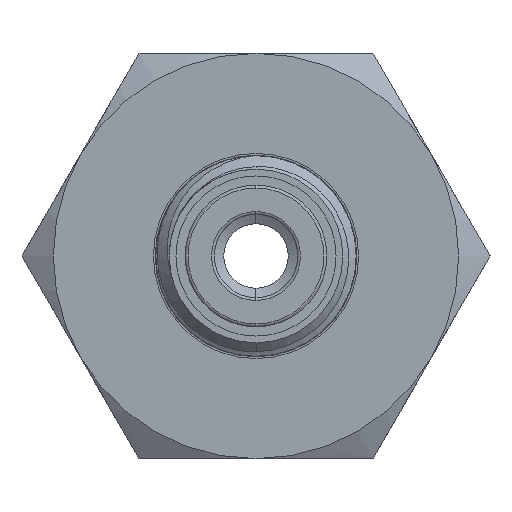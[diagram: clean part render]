
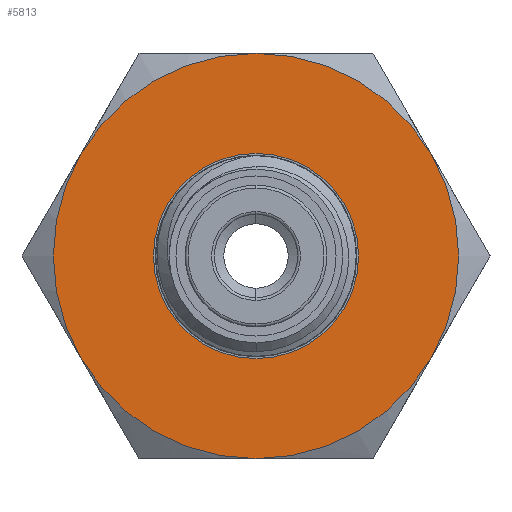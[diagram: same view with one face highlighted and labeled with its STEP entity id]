
A CAD part, left-side view. The second image highlights one B-rep face of the part: STEP entity #5813.
In plain terms, the highlighted planar face has unit normal (-1, 0, 0).
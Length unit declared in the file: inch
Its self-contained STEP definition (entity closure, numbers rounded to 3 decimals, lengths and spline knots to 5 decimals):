
#334 = PLANE ( 'NONE',  #9230 ) ;
#607 = FACE_OUTER_BOUND ( 'NONE', #11210, .T. ) ;
#687 = DIRECTION ( 'NONE',  ( -1., 0., 0. ) ) ;
#804 = EDGE_CURVE ( 'NONE', #11556, #8873, #5151, .T. ) ;
#1191 = CARTESIAN_POINT ( 'NONE',  ( -0.9445, 0., 0.5625 ) ) ;
#1620 = EDGE_CURVE ( 'NONE', #8873, #5415, #11281, .T. ) ;
#1681 = EDGE_CURVE ( 'NONE', #3512, #4859, #9977, .T. ) ;
#1698 = DIRECTION ( 'NONE',  ( 0., 0., 1. ) ) ;
#1750 = CARTESIAN_POINT ( 'NONE',  ( -0.9445, 0., 0. ) ) ;
#2089 = CARTESIAN_POINT ( 'NONE',  ( -0.9445, 0., 0. ) ) ;
#2319 = ORIENTED_EDGE ( 'NONE', *, *, #7563, .F. ) ;
#2376 = EDGE_CURVE ( 'NONE', #9297, #5075, #3259, .T. ) ;
#2549 = CARTESIAN_POINT ( 'NONE',  ( -0.9445, 0., 0. ) ) ;
#2641 = DIRECTION ( 'NONE',  ( 0., 0., -1. ) ) ;
#2836 = CARTESIAN_POINT ( 'NONE',  ( -0.9445, 0.48714, 0.28125 ) ) ;
#3259 = CIRCLE ( 'NONE', #11319, 0.5625 ) ;
#3392 = DIRECTION ( 'NONE',  ( -1., 0., 0. ) ) ;
#3436 = AXIS2_PLACEMENT_3D ( 'NONE', #8197, #10430, #6893 ) ;
#3496 = ORIENTED_EDGE ( 'NONE', *, *, #10765, .T. ) ;
#3512 = VERTEX_POINT ( 'NONE', #6810 ) ;
#3687 = ORIENTED_EDGE ( 'NONE', *, *, #3973, .T. ) ;
#3709 = CARTESIAN_POINT ( 'NONE',  ( -0.9445, 0., -0.28475 ) ) ;
#3973 = EDGE_CURVE ( 'NONE', #5075, #11556, #12588, .T. ) ;
#4386 = CARTESIAN_POINT ( 'NONE',  ( -0.9445, 0., 0. ) ) ;
#4859 = VERTEX_POINT ( 'NONE', #3709 ) ;
#5075 = VERTEX_POINT ( 'NONE', #12378 ) ;
#5085 = EDGE_CURVE ( 'NONE', #5415, #11613, #11612, .T. ) ;
#5151 = CIRCLE ( 'NONE', #8112, 0.5625 ) ;
#5241 = DIRECTION ( 'NONE',  ( -1., 0., 0. ) ) ;
#5291 = DIRECTION ( 'NONE',  ( 0., 0., 1. ) ) ;
#5415 = VERTEX_POINT ( 'NONE', #1191 ) ;
#5474 = ORIENTED_EDGE ( 'NONE', *, *, #1681, .F. ) ;
#5813 = ADVANCED_FACE ( 'NONE', ( #10700, #607 ), #334, .F. ) ;
#5991 = DIRECTION ( 'NONE',  ( 0., 0., 1. ) ) ;
#6224 = AXIS2_PLACEMENT_3D ( 'NONE', #1750, #687, #5291 ) ;
#6394 = CARTESIAN_POINT ( 'NONE',  ( -0.9445, 0.28475, 0. ) ) ;
#6810 = CARTESIAN_POINT ( 'NONE',  ( -0.9445, 0., 0.28475 ) ) ;
#6892 = DIRECTION ( 'NONE',  ( -1., 0., 0. ) ) ;
#6893 = DIRECTION ( 'NONE',  ( 0., 0., 1. ) ) ;
#7281 = DIRECTION ( 'NONE',  ( -1., 0., 0. ) ) ;
#7521 = AXIS2_PLACEMENT_3D ( 'NONE', #14157, #3392, #12865 ) ;
#7563 = EDGE_CURVE ( 'NONE', #4859, #3512, #11801, .T. ) ;
#7583 = ORIENTED_EDGE ( 'NONE', *, *, #804, .T. ) ;
#7743 = AXIS2_PLACEMENT_3D ( 'NONE', #2549, #7281, #5991 ) ;
#8112 = AXIS2_PLACEMENT_3D ( 'NONE', #2089, #10363, #15189 ) ;
#8197 = CARTESIAN_POINT ( 'NONE',  ( -0.9445, 0., 0. ) ) ;
#8685 = DIRECTION ( 'NONE',  ( 1., 0., 0. ) ) ;
#8760 = CARTESIAN_POINT ( 'NONE',  ( -0.9445, 0., 0. ) ) ;
#8873 = VERTEX_POINT ( 'NONE', #12098 ) ;
#9078 = CIRCLE ( 'NONE', #7743, 0.5625 ) ;
#9230 = AXIS2_PLACEMENT_3D ( 'NONE', #6394, #8685, #2641 ) ;
#9297 = VERTEX_POINT ( 'NONE', #10443 ) ;
#9977 = CIRCLE ( 'NONE', #14025, 0.28475 ) ;
#10021 = CARTESIAN_POINT ( 'NONE',  ( -0.9445, 0., 0. ) ) ;
#10053 = DIRECTION ( 'NONE',  ( 0., 0., 1. ) ) ;
#10363 = DIRECTION ( 'NONE',  ( -1., 0., 0. ) ) ;
#10430 = DIRECTION ( 'NONE',  ( -1., 0., 0. ) ) ;
#10443 = CARTESIAN_POINT ( 'NONE',  ( -0.9445, 0.48714, -0.28125 ) ) ;
#10700 = FACE_BOUND ( 'NONE', #13395, .T. ) ;
#10765 = EDGE_CURVE ( 'NONE', #11613, #9297, #9078, .T. ) ;
#11111 = CARTESIAN_POINT ( 'NONE',  ( -0.9445, -0.48714, -0.28125 ) ) ;
#11210 = EDGE_LOOP ( 'NONE', ( #14321, #3496, #13038, #3687, #7583, #12398 ) ) ;
#11281 = CIRCLE ( 'NONE', #6224, 0.5625 ) ;
#11319 = AXIS2_PLACEMENT_3D ( 'NONE', #4386, #6892, #11573 ) ;
#11556 = VERTEX_POINT ( 'NONE', #11111 ) ;
#11573 = DIRECTION ( 'NONE',  ( 0., 0., 1. ) ) ;
#11612 = CIRCLE ( 'NONE', #11821, 0.5625 ) ;
#11613 = VERTEX_POINT ( 'NONE', #2836 ) ;
#11801 = CIRCLE ( 'NONE', #3436, 0.28475 ) ;
#11821 = AXIS2_PLACEMENT_3D ( 'NONE', #8760, #12325, #10053 ) ;
#12098 = CARTESIAN_POINT ( 'NONE',  ( -0.9445, -0.48714, 0.28125 ) ) ;
#12325 = DIRECTION ( 'NONE',  ( -1., 0., 0. ) ) ;
#12378 = CARTESIAN_POINT ( 'NONE',  ( -0.9445, 0., -0.5625 ) ) ;
#12398 = ORIENTED_EDGE ( 'NONE', *, *, #1620, .T. ) ;
#12588 = CIRCLE ( 'NONE', #7521, 0.5625 ) ;
#12865 = DIRECTION ( 'NONE',  ( 0., 0., 1. ) ) ;
#13038 = ORIENTED_EDGE ( 'NONE', *, *, #2376, .T. ) ;
#13395 = EDGE_LOOP ( 'NONE', ( #5474, #2319 ) ) ;
#14025 = AXIS2_PLACEMENT_3D ( 'NONE', #10021, #5241, #1698 ) ;
#14157 = CARTESIAN_POINT ( 'NONE',  ( -0.9445, 0., 0. ) ) ;
#14321 = ORIENTED_EDGE ( 'NONE', *, *, #5085, .T. ) ;
#15189 = DIRECTION ( 'NONE',  ( 0., 0., 1. ) ) ;
